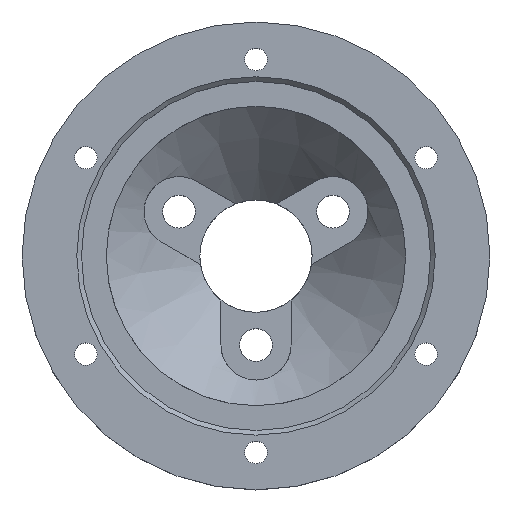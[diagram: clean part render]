
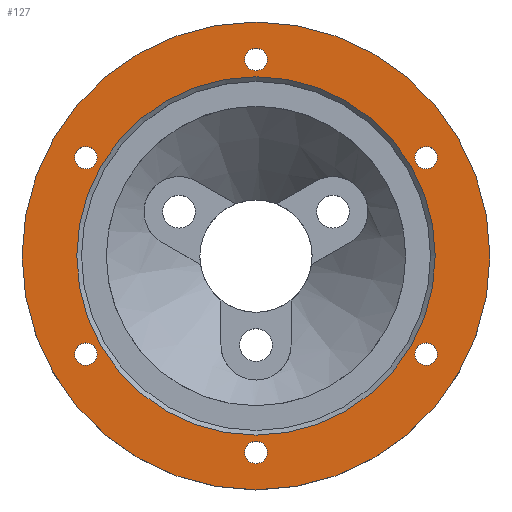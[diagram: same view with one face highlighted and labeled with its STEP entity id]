
A CAD part, top view. The second image highlights one B-rep face of the part: STEP entity #127.
In plain terms, the highlighted planar face has unit normal (0, 0, 1).
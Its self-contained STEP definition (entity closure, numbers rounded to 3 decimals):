
#54=PLANE('',#664);
#127=ADVANCED_FACE('',(#194,#195,#196,#197,#198,#199,#200,#201),#54,.T.);
#194=FACE_BOUND('',#261,.T.);
#195=FACE_BOUND('',#262,.T.);
#196=FACE_BOUND('',#263,.T.);
#197=FACE_BOUND('',#264,.T.);
#198=FACE_BOUND('',#265,.T.);
#199=FACE_BOUND('',#266,.T.);
#200=FACE_BOUND('',#267,.T.);
#201=FACE_BOUND('',#268,.T.);
#261=EDGE_LOOP('',(#359));
#262=EDGE_LOOP('',(#360));
#263=EDGE_LOOP('',(#361));
#264=EDGE_LOOP('',(#362));
#265=EDGE_LOOP('',(#363));
#266=EDGE_LOOP('',(#364));
#267=EDGE_LOOP('',(#365));
#268=EDGE_LOOP('',(#366));
#359=ORIENTED_EDGE('',*,*,#541,.T.);
#360=ORIENTED_EDGE('',*,*,#542,.T.);
#361=ORIENTED_EDGE('',*,*,#543,.T.);
#362=ORIENTED_EDGE('',*,*,#544,.T.);
#363=ORIENTED_EDGE('',*,*,#545,.T.);
#364=ORIENTED_EDGE('',*,*,#546,.T.);
#365=ORIENTED_EDGE('',*,*,#547,.T.);
#366=ORIENTED_EDGE('',*,*,#540,.F.);
#482=VERTEX_POINT('',#1004);
#483=VERTEX_POINT('',#1007);
#484=VERTEX_POINT('',#1009);
#485=VERTEX_POINT('',#1011);
#486=VERTEX_POINT('',#1013);
#487=VERTEX_POINT('',#1015);
#488=VERTEX_POINT('',#1017);
#489=VERTEX_POINT('',#1019);
#540=EDGE_CURVE('',#482,#482,#592,.T.);
#541=EDGE_CURVE('',#483,#483,#593,.T.);
#542=EDGE_CURVE('',#484,#484,#594,.T.);
#543=EDGE_CURVE('',#485,#485,#595,.T.);
#544=EDGE_CURVE('',#486,#486,#596,.T.);
#545=EDGE_CURVE('',#487,#487,#597,.T.);
#546=EDGE_CURVE('',#488,#488,#598,.T.);
#547=EDGE_CURVE('',#489,#489,#599,.T.);
#592=CIRCLE('',#655,25.);
#593=CIRCLE('',#657,19.15);
#594=CIRCLE('',#658,1.2);
#595=CIRCLE('',#659,1.2);
#596=CIRCLE('',#660,1.2);
#597=CIRCLE('',#661,1.2);
#598=CIRCLE('',#662,1.2);
#599=CIRCLE('',#663,1.2);
#655=AXIS2_PLACEMENT_3D('',#1003,#774,#775);
#657=AXIS2_PLACEMENT_3D('',#1006,#778,#779);
#658=AXIS2_PLACEMENT_3D('',#1008,#780,#781);
#659=AXIS2_PLACEMENT_3D('',#1010,#782,#783);
#660=AXIS2_PLACEMENT_3D('',#1012,#784,#785);
#661=AXIS2_PLACEMENT_3D('',#1014,#786,#787);
#662=AXIS2_PLACEMENT_3D('',#1016,#788,#789);
#663=AXIS2_PLACEMENT_3D('',#1018,#790,#791);
#664=AXIS2_PLACEMENT_3D('',#1020,#792,#793);
#774=DIRECTION('',(0.,0.,-1.));
#775=DIRECTION('',(-1.,0.,0.));
#778=DIRECTION('',(0.,0.,-1.));
#779=DIRECTION('',(1.,0.,0.));
#780=DIRECTION('',(0.,0.,-1.));
#781=DIRECTION('',(1.,0.,0.));
#782=DIRECTION('',(0.,0.,-1.));
#783=DIRECTION('',(1.,0.,0.));
#784=DIRECTION('',(0.,0.,-1.));
#785=DIRECTION('',(1.,0.,0.));
#786=DIRECTION('',(0.,0.,-1.));
#787=DIRECTION('',(1.,0.,0.));
#788=DIRECTION('',(0.,0.,-1.));
#789=DIRECTION('',(1.,0.,0.));
#790=DIRECTION('',(0.,0.,-1.));
#791=DIRECTION('',(1.,0.,0.));
#792=DIRECTION('',(0.,0.,1.));
#793=DIRECTION('',(1.,0.,0.));
#1003=CARTESIAN_POINT('',(0.,0.,18.));
#1004=CARTESIAN_POINT('',(-25.,0.,18.));
#1006=CARTESIAN_POINT('',(0.,0.,18.));
#1007=CARTESIAN_POINT('',(19.15,0.,18.));
#1008=CARTESIAN_POINT('',(18.187,10.5,18.));
#1009=CARTESIAN_POINT('',(19.387,10.5,18.));
#1010=CARTESIAN_POINT('',(18.187,-10.5,18.));
#1011=CARTESIAN_POINT('',(19.387,-10.5,18.));
#1012=CARTESIAN_POINT('',(0.,-21.,18.));
#1013=CARTESIAN_POINT('',(1.2,-21.,18.));
#1014=CARTESIAN_POINT('',(-18.187,-10.5,18.));
#1015=CARTESIAN_POINT('',(-16.987,-10.5,18.));
#1016=CARTESIAN_POINT('',(-18.187,10.5,18.));
#1017=CARTESIAN_POINT('',(-16.987,10.5,18.));
#1018=CARTESIAN_POINT('',(0.,21.,18.));
#1019=CARTESIAN_POINT('',(1.2,21.,18.));
#1020=CARTESIAN_POINT('',(0.,25.,18.));
